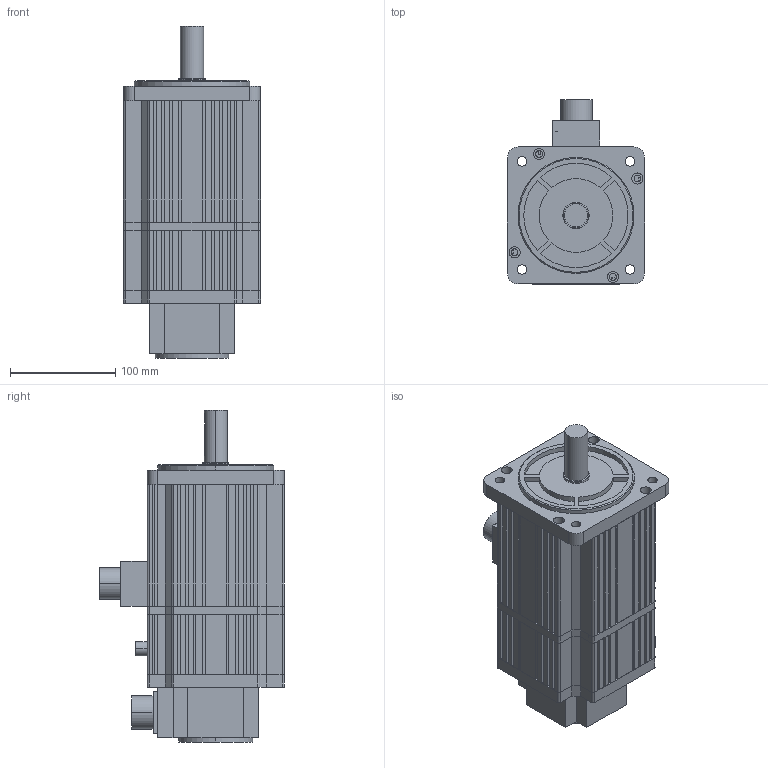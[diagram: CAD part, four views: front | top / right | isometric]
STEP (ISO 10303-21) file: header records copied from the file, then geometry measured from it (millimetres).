
FILE_DESCRIPTION (( 'STEP AP203' ), '1' );
FILE_NAME ('130-7.7N（带抱闸）.STEP', '2017-06-25T08:40:00', ( '' ), ( '' ), 'SwSTEP 2.0', 'SolidWorks 2014', '' );
FILE_SCHEMA (( 'CONFIG_CONTROL_DESIGN' ));
Length unit declared in the file: millimetre
Products named in the file (12): 130侜督ヶ裔; 130-7.7N隅赽; 130惕掅蚾饜极; 130-7.7Nㄗ湍惕掅ㄘ; 130粣; 130瑤脣2; 130惕掅儂褲; 130瑤脣; 130侜督綴裔; 惕掅芛; 130侜督惕掅傷裔; 130晤鎢ん
Assembly tree (11 placements, depth 3):
  130-7.7Nㄗ湍惕掅ㄘ
    130-7.7N隅赽
    130侜督ヶ裔
    130侜督綴裔
    130晤鎢ん
    130粣
    130瑤脣2
    130瑤脣
    130惕掅蚾饜极
      130惕掅儂褲
      130侜督惕掅傷裔
      惕掅芛
Bounding box: 130 x 175 x 315 mm (x, y, z)
Volume: 1366680.1 mm3; surface area: 422921.5 mm2
Topology: 14 solids, 14 shells, 827 faces, 2135 edges, 1400 vertices
Faces by surface type: plane 562, cylinder 245, cone 10, bspline 8, torus 2
Entity records: 26496 total; most frequent: CARTESIAN_POINT 4523, DIRECTION 4315, ORIENTED_EDGE 4254, EDGE_CURVE 2127, LINE 1551, VECTOR 1551, VERTEX_POINT 1400, AXIS2_PLACEMENT_3D 1382
